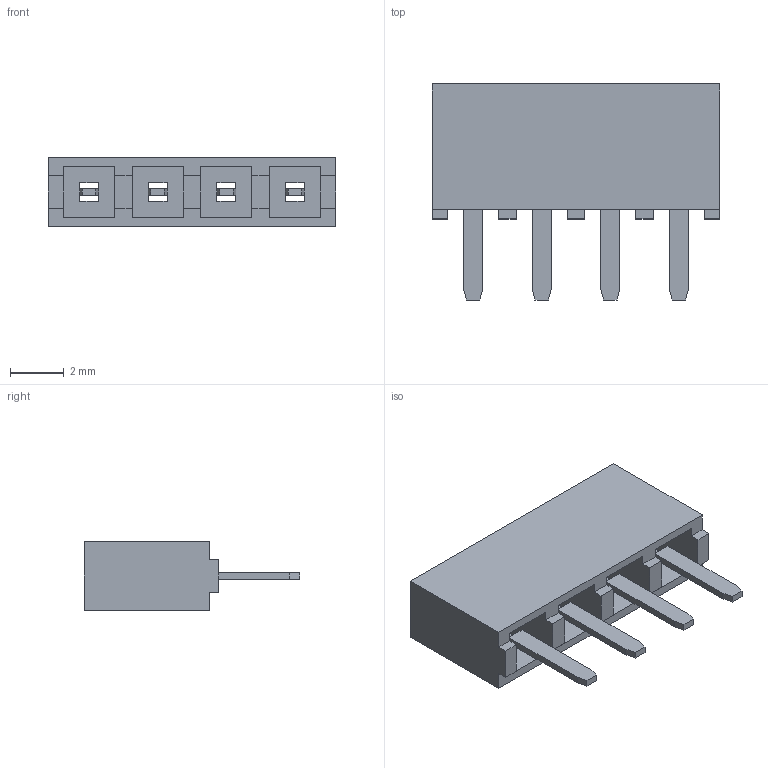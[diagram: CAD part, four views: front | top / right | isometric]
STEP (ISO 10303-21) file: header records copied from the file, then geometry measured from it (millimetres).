
FILE_DESCRIPTION(/* description */ ('STEP AP214'),/* implementation_level */ '2;1');
FILE_NAME(/* name */ 'BG095-04-A-N-D',/* time_stamp */ '2023-11-20T02:31:28+01:00',/* author */ ('License CC BY-ND 4.0'),/* organization */ ('CADENAS'),/* preprocessor_version */ 'ST-DEVELOPER v19.3',/* originating_system */ 'PARTsolutions',/* authorisation */ ' ');
FILE_SCHEMA (('AUTOMOTIVE_DESIGN {1 0 10303 214 3 1 1}'));
Length unit declared in the file: millimetre
Products named in the file (3): BG095-04-A-N-D; BG095-04-A-N-D_P; BG095-04-A-N-D_H
Assembly tree (5 placements, depth 2):
  BG095-04-A-N-D
    BG095-04-A-N-D_P  x4
    BG095-04-A-N-D_H
Bounding box: 10.66 x 8 x 2.54 mm (x, y, z)
Volume: 69.5 mm3; surface area: 338.3 mm2
Topology: 5 solids, 5 shells, 106 faces, 272 edges, 176 vertices
Faces by surface type: plane 106
Entity records: 2590 total; most frequent: CARTESIAN_POINT 446, ORIENTED_EDGE 436, DIRECTION 394, EDGE_CURVE 218, LINE 218, VECTOR 218, VERTEX_POINT 140, EDGE_LOOP 90
